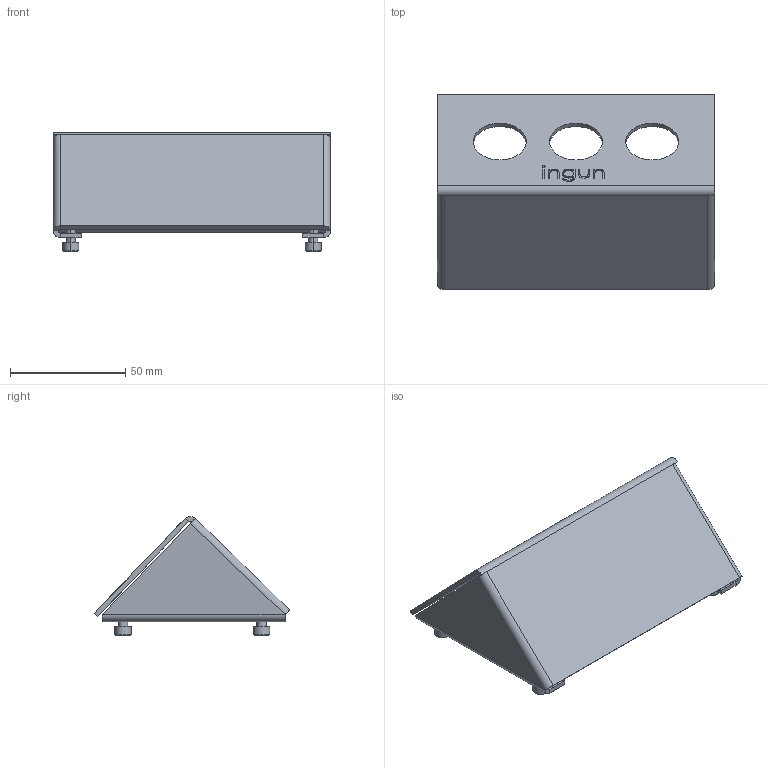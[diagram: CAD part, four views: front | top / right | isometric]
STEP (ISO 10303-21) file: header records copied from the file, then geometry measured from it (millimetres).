
FILE_DESCRIPTION (( 'STEP AP214' ), '1' );
FILE_NAME ('40980~0.STEP', '2018-05-24T12:02:21', ( '' ), ( '' ), 'SwSTEP 2.0', 'SolidWorks 2016', '' );
FILE_SCHEMA (( 'AUTOMOTIVE_DESIGN' ));
Length unit declared in the file: millimetre
Products named in the file (4): 40979~0_abgezogen<S>; 33534~0_S; 40980~0; DIN912~n_M04,0x008
Assembly tree (6 placements, depth 2):
  40980~0
    33534~0_S
    40979~0_abgezogen<S>
    DIN912~n_M04,0x008  x4
Bounding box: 120 x 84.84 x 51.57 mm (x, y, z)
Volume: 36610.9 mm3; surface area: 38812.7 mm2
Topology: 11 solids, 11 shells, 254 faces, 618 edges, 394 vertices
Faces by surface type: cylinder 108, plane 95, bspline 35, cone 16
Entity records: 7698 total; most frequent: CARTESIAN_POINT 2848, ORIENTED_EDGE 810, DIRECTION 713, EDGE_CURVE 405, VERTEX_POINT 256, LINE 239, VECTOR 239, AXIS2_PLACEMENT_3D 237
